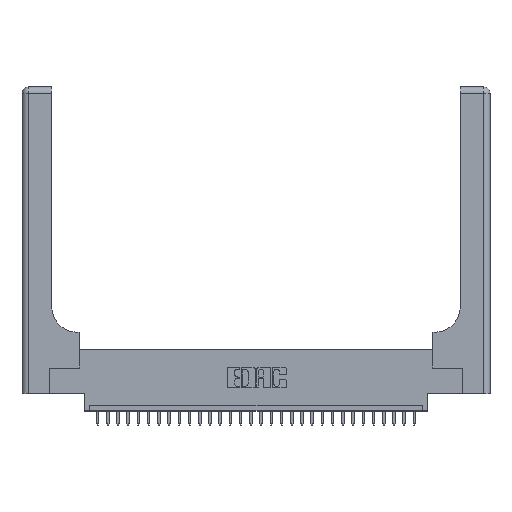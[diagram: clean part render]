
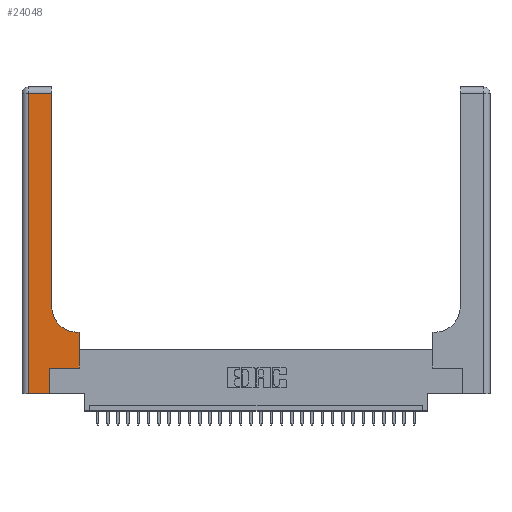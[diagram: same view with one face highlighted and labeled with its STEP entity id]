
A CAD part, top view. The second image highlights one B-rep face of the part: STEP entity #24048.
In plain terms, the highlighted planar face has unit normal (0, 0, 1).
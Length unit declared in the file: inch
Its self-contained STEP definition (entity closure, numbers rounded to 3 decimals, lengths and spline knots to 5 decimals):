
#1 = ORIENTED_EDGE ( 'NONE', *, *, #9526, .T. ) ;
#288 = EDGE_LOOP ( 'NONE', ( #11646, #20823, #1, #1357, #15172, #9300, #15784, #20648, #6656 ) ) ;
#350 = CARTESIAN_POINT ( 'NONE',  ( 0.269, 0., 0.37 ) ) ;
#561 = VECTOR ( 'NONE', #3239, 39.37008 ) ;
#904 = CIRCLE ( 'NONE', #14141, 0.25 ) ;
#1357 = ORIENTED_EDGE ( 'NONE', *, *, #27375, .T. ) ;
#2071 = EDGE_CURVE ( 'NONE', #20841, #16196, #904, .T. ) ;
#2486 = DIRECTION ( 'NONE',  ( -1., 0., 0. ) ) ;
#2999 = VECTOR ( 'NONE', #6779, 39.37008 ) ;
#3239 = DIRECTION ( 'NONE',  ( 0., 1., 0. ) ) ;
#3370 = VERTEX_POINT ( 'NONE', #21528 ) ;
#4996 = CARTESIAN_POINT ( 'NONE',  ( 0.2915, 0.85, 0.37 ) ) ;
#6509 = FACE_OUTER_BOUND ( 'NONE', #288, .T. ) ;
#6528 = VERTEX_POINT ( 'NONE', #29174 ) ;
#6656 = ORIENTED_EDGE ( 'NONE', *, *, #2071, .T. ) ;
#6706 = CARTESIAN_POINT ( 'NONE',  ( 0.06, 0., 0.37 ) ) ;
#6779 = DIRECTION ( 'NONE',  ( 0., -1., 0. ) ) ;
#6982 = DIRECTION ( 'NONE',  ( 0., 0., -1. ) ) ;
#8435 = CARTESIAN_POINT ( 'NONE',  ( 0.5415, 0.6, 0.37 ) ) ;
#8454 = CARTESIAN_POINT ( 'NONE',  ( 0.269, 0.25, 0.37 ) ) ;
#8652 = CARTESIAN_POINT ( 'NONE',  ( 0., 2.94, 0.37 ) ) ;
#8727 = VERTEX_POINT ( 'NONE', #6706 ) ;
#8979 = CARTESIAN_POINT ( 'NONE',  ( 0.5585, 0.25, 0.37 ) ) ;
#9226 = DIRECTION ( 'NONE',  ( -1., 0., 0. ) ) ;
#9300 = ORIENTED_EDGE ( 'NONE', *, *, #19882, .T. ) ;
#9340 = LINE ( 'NONE', #21082, #2999 ) ;
#9526 = EDGE_CURVE ( 'NONE', #17373, #8727, #9340, .T. ) ;
#10484 = EDGE_CURVE ( 'NONE', #19967, #17373, #29351, .T. ) ;
#10537 = AXIS2_PLACEMENT_3D ( 'NONE', #10593, #20391, #10798 ) ;
#10593 = CARTESIAN_POINT ( 'NONE',  ( 0., 3., 0.37 ) ) ;
#10798 = DIRECTION ( 'NONE',  ( -1., 0., 0. ) ) ;
#11213 = EDGE_CURVE ( 'NONE', #16196, #19967, #27753, .T. ) ;
#11646 = ORIENTED_EDGE ( 'NONE', *, *, #11213, .T. ) ;
#11687 = CARTESIAN_POINT ( 'NONE',  ( 0.5415, 0.85, 0.37 ) ) ;
#13774 = EDGE_CURVE ( 'NONE', #6528, #19114, #28442, .T. ) ;
#14141 = AXIS2_PLACEMENT_3D ( 'NONE', #11687, #6982, #16290 ) ;
#14591 = CARTESIAN_POINT ( 'NONE',  ( 0.269, 0.25, 0.37 ) ) ;
#14866 = VECTOR ( 'NONE', #2486, 39.37008 ) ;
#15172 = ORIENTED_EDGE ( 'NONE', *, *, #13774, .T. ) ;
#15784 = ORIENTED_EDGE ( 'NONE', *, *, #20340, .T. ) ;
#16029 = VECTOR ( 'NONE', #18563, 39.37008 ) ;
#16142 = CARTESIAN_POINT ( 'NONE',  ( 0.06, 2.94, 0.37 ) ) ;
#16196 = VERTEX_POINT ( 'NONE', #4996 ) ;
#16290 = DIRECTION ( 'NONE',  ( 1., 0., 0. ) ) ;
#17373 = VERTEX_POINT ( 'NONE', #16142 ) ;
#18209 = EDGE_CURVE ( 'NONE', #3370, #20841, #27693, .T. ) ;
#18563 = DIRECTION ( 'NONE',  ( 0., 1., 0. ) ) ;
#19114 = VERTEX_POINT ( 'NONE', #8454 ) ;
#19200 = VECTOR ( 'NONE', #22797, 39.37008 ) ;
#19882 = EDGE_CURVE ( 'NONE', #19114, #25593, #27589, .T. ) ;
#19967 = VERTEX_POINT ( 'NONE', #28754 ) ;
#20340 = EDGE_CURVE ( 'NONE', #25593, #3370, #26433, .T. ) ;
#20391 = DIRECTION ( 'NONE',  ( 0., 0., -1. ) ) ;
#20565 = VECTOR ( 'NONE', #22870, 39.37008 ) ;
#20648 = ORIENTED_EDGE ( 'NONE', *, *, #18209, .T. ) ;
#20823 = ORIENTED_EDGE ( 'NONE', *, *, #10484, .T. ) ;
#20841 = VERTEX_POINT ( 'NONE', #8435 ) ;
#21082 = CARTESIAN_POINT ( 'NONE',  ( 0.06, 3., 0.37 ) ) ;
#21417 = VECTOR ( 'NONE', #9226, 39.37008 ) ;
#21528 = CARTESIAN_POINT ( 'NONE',  ( 0.5585, 0.6, 0.37 ) ) ;
#22797 = DIRECTION ( 'NONE',  ( 1., 0., 0. ) ) ;
#22870 = DIRECTION ( 'NONE',  ( 1., 0., 0. ) ) ;
#23497 = CARTESIAN_POINT ( 'NONE',  ( 0.2915, 0.6, 0.37 ) ) ;
#24048 = ADVANCED_FACE ( 'NONE', ( #6509 ), #27217, .F. ) ;
#24086 = DIRECTION ( 'NONE',  ( 0., 1., 0. ) ) ;
#24745 = VECTOR ( 'NONE', #24086, 39.37008 ) ;
#24786 = LINE ( 'NONE', #30105, #19200 ) ;
#25593 = VERTEX_POINT ( 'NONE', #29598 ) ;
#26433 = LINE ( 'NONE', #8979, #16029 ) ;
#27217 = PLANE ( 'NONE',  #10537 ) ;
#27367 = CARTESIAN_POINT ( 'NONE',  ( 0.2915, 3., 0.37 ) ) ;
#27375 = EDGE_CURVE ( 'NONE', #8727, #6528, #24786, .T. ) ;
#27589 = LINE ( 'NONE', #14591, #20565 ) ;
#27693 = LINE ( 'NONE', #23497, #21417 ) ;
#27753 = LINE ( 'NONE', #27367, #561 ) ;
#28442 = LINE ( 'NONE', #350, #24745 ) ;
#28754 = CARTESIAN_POINT ( 'NONE',  ( 0.2915, 2.94, 0.37 ) ) ;
#29174 = CARTESIAN_POINT ( 'NONE',  ( 0.269, 0., 0.37 ) ) ;
#29351 = LINE ( 'NONE', #8652, #14866 ) ;
#29598 = CARTESIAN_POINT ( 'NONE',  ( 0.5585, 0.25, 0.37 ) ) ;
#30105 = CARTESIAN_POINT ( 'NONE',  ( 0., 0., 0.37 ) ) ;
